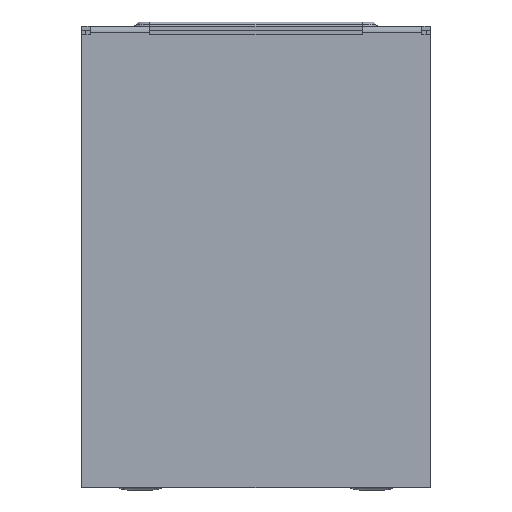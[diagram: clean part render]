
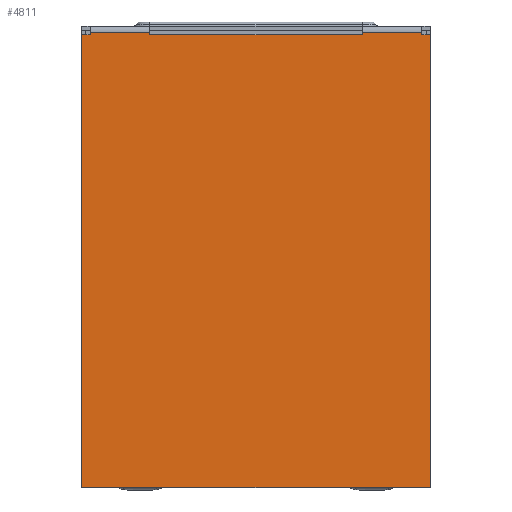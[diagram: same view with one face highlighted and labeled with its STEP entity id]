
A CAD part, top view. The second image highlights one B-rep face of the part: STEP entity #4811.
In plain terms, the highlighted planar face has unit normal (0, 0, 1).
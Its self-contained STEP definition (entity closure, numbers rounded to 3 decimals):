
#68 = CARTESIAN_POINT ( 'NONE',  ( -5., 8.6, 13.2 ) ) ;
#108 = CARTESIAN_POINT ( 'NONE',  ( -8.2, -13.1, 13.2 ) ) ;
#275 = ORIENTED_EDGE ( 'NONE', *, *, #6486, .T. ) ;
#288 = CARTESIAN_POINT ( 'NONE',  ( 5., 8.2, 13.2 ) ) ;
#509 = VECTOR ( 'NONE', #7129, 1000. ) ;
#583 = LINE ( 'NONE', #8504, #5125 ) ;
#712 = LINE ( 'NONE', #6903, #4132 ) ;
#924 = EDGE_CURVE ( 'NONE', #1513, #15188, #14366, .T. ) ;
#961 = CARTESIAN_POINT ( 'NONE',  ( -5., 8.2, 13.2 ) ) ;
#1500 = VECTOR ( 'NONE', #12103, 1000. ) ;
#1513 = VERTEX_POINT ( 'NONE', #13513 ) ;
#1578 = ORIENTED_EDGE ( 'NONE', *, *, #13874, .F. ) ;
#1808 = ORIENTED_EDGE ( 'NONE', *, *, #18654, .T. ) ;
#1827 = VERTEX_POINT ( 'NONE', #11935 ) ;
#1905 = VERTEX_POINT ( 'NONE', #3505 ) ;
#1964 = VECTOR ( 'NONE', #8997, 1000. ) ;
#2128 = CARTESIAN_POINT ( 'NONE',  ( 7.8, 8.317, 13.2 ) ) ;
#2270 = VERTEX_POINT ( 'NONE', #17371 ) ;
#3004 = CARTESIAN_POINT ( 'NONE',  ( 8.2, 8.2, 13.2 ) ) ;
#3505 = CARTESIAN_POINT ( 'NONE',  ( -8.2, 8.2, 13.2 ) ) ;
#3691 = EDGE_LOOP ( 'NONE', ( #275, #1808, #18744, #16807, #6586, #13253, #8218, #5369, #8390, #8216, #9453, #1578 ) ) ;
#3819 = LINE ( 'NONE', #68, #1500 ) ;
#3943 = VERTEX_POINT ( 'NONE', #17772 ) ;
#4052 = VERTEX_POINT ( 'NONE', #10836 ) ;
#4132 = VECTOR ( 'NONE', #6968, 1000. ) ;
#4753 = CARTESIAN_POINT ( 'NONE',  ( -7.8, 8.6, 13.2 ) ) ;
#4811 = ADVANCED_FACE ( 'NONE', ( #9745 ), #17467, .T. ) ;
#4976 = VERTEX_POINT ( 'NONE', #6709 ) ;
#5125 = VECTOR ( 'NONE', #11293, 1000. ) ;
#5369 = ORIENTED_EDGE ( 'NONE', *, *, #924, .T. ) ;
#5525 = EDGE_CURVE ( 'NONE', #1827, #4976, #3819, .T. ) ;
#5550 = CARTESIAN_POINT ( 'NONE',  ( 7.8, 8.6, 13.2 ) ) ;
#5747 = CARTESIAN_POINT ( 'NONE',  ( 8.2, -13.1, 13.2 ) ) ;
#6486 = EDGE_CURVE ( 'NONE', #10827, #3943, #8562, .T. ) ;
#6586 = ORIENTED_EDGE ( 'NONE', *, *, #17982, .T. ) ;
#6641 = CARTESIAN_POINT ( 'NONE',  ( 7.8, 8.2, 13.2 ) ) ;
#6709 = CARTESIAN_POINT ( 'NONE',  ( -5., 8.317, 13.2 ) ) ;
#6903 = CARTESIAN_POINT ( 'NONE',  ( -7.8, 8.2, 13.2 ) ) ;
#6968 = DIRECTION ( 'NONE',  ( -1., 0., 0. ) ) ;
#7036 = LINE ( 'NONE', #4753, #18174 ) ;
#7129 = DIRECTION ( 'NONE',  ( 0., 1., 0. ) ) ;
#7238 = VERTEX_POINT ( 'NONE', #2128 ) ;
#8053 = DIRECTION ( 'NONE',  ( -1., 0., 0. ) ) ;
#8216 = ORIENTED_EDGE ( 'NONE', *, *, #18105, .T. ) ;
#8218 = ORIENTED_EDGE ( 'NONE', *, *, #10797, .T. ) ;
#8390 = ORIENTED_EDGE ( 'NONE', *, *, #17245, .T. ) ;
#8504 = CARTESIAN_POINT ( 'NONE',  ( -7.8, 8.317, 13.2 ) ) ;
#8562 = LINE ( 'NONE', #288, #1964 ) ;
#8788 = DIRECTION ( 'NONE',  ( 1., 0., 0. ) ) ;
#8891 = DIRECTION ( 'NONE',  ( 1., 0., 0. ) ) ;
#8997 = DIRECTION ( 'NONE',  ( 0., -1., 0. ) ) ;
#9032 = DIRECTION ( 'NONE',  ( 0., -1., 0. ) ) ;
#9453 = ORIENTED_EDGE ( 'NONE', *, *, #15069, .T. ) ;
#9745 = FACE_OUTER_BOUND ( 'NONE', #3691, .T. ) ;
#10254 = CARTESIAN_POINT ( 'NONE',  ( 5., 8.317, 13.2 ) ) ;
#10438 = VECTOR ( 'NONE', #8053, 1000. ) ;
#10526 = VECTOR ( 'NONE', #8891, 1000. ) ;
#10570 = CARTESIAN_POINT ( 'NONE',  ( -8.2, -13.1, 13.2 ) ) ;
#10592 = DIRECTION ( 'NONE',  ( 0., -1., 0. ) ) ;
#10797 = EDGE_CURVE ( 'NONE', #1905, #1513, #13780, .T. ) ;
#10827 = VERTEX_POINT ( 'NONE', #17155 ) ;
#10836 = CARTESIAN_POINT ( 'NONE',  ( -7.8, 8.2, 13.2 ) ) ;
#10903 = LINE ( 'NONE', #6641, #10438 ) ;
#10915 = DIRECTION ( 'NONE',  ( 0., 1., 0. ) ) ;
#11254 = AXIS2_PLACEMENT_3D ( 'NONE', #14648, #14521, #16060 ) ;
#11293 = DIRECTION ( 'NONE',  ( 1., 0., 0. ) ) ;
#11935 = CARTESIAN_POINT ( 'NONE',  ( -5., 8.2, 13.2 ) ) ;
#12103 = DIRECTION ( 'NONE',  ( 0., 1., 0. ) ) ;
#12883 = VERTEX_POINT ( 'NONE', #3004 ) ;
#13253 = ORIENTED_EDGE ( 'NONE', *, *, #13798, .T. ) ;
#13513 = CARTESIAN_POINT ( 'NONE',  ( -8.2, -13.1, 13.2 ) ) ;
#13780 = LINE ( 'NONE', #10570, #18114 ) ;
#13798 = EDGE_CURVE ( 'NONE', #4052, #1905, #712, .T. ) ;
#13874 = EDGE_CURVE ( 'NONE', #10827, #7238, #18217, .T. ) ;
#13995 = CARTESIAN_POINT ( 'NONE',  ( 7.8, 8.2, 13.2 ) ) ;
#14217 = CARTESIAN_POINT ( 'NONE',  ( 8.2, -13.1, 13.2 ) ) ;
#14331 = VECTOR ( 'NONE', #8788, 1000. ) ;
#14366 = LINE ( 'NONE', #108, #10526 ) ;
#14521 = DIRECTION ( 'NONE',  ( 0., 0., 1. ) ) ;
#14648 = CARTESIAN_POINT ( 'NONE',  ( 0., -1.98, 13.2 ) ) ;
#15069 = EDGE_CURVE ( 'NONE', #16717, #7238, #16766, .T. ) ;
#15188 = VERTEX_POINT ( 'NONE', #5747 ) ;
#15833 = VECTOR ( 'NONE', #10915, 1000. ) ;
#16060 = DIRECTION ( 'NONE',  ( 1., 0., 0. ) ) ;
#16389 = EDGE_CURVE ( 'NONE', #2270, #4976, #583, .T. ) ;
#16717 = VERTEX_POINT ( 'NONE', #13995 ) ;
#16766 = LINE ( 'NONE', #5550, #15833 ) ;
#16807 = ORIENTED_EDGE ( 'NONE', *, *, #16389, .F. ) ;
#16855 = DIRECTION ( 'NONE',  ( -1., 0., 0. ) ) ;
#17155 = CARTESIAN_POINT ( 'NONE',  ( 5., 8.317, 13.2 ) ) ;
#17245 = EDGE_CURVE ( 'NONE', #15188, #12883, #18484, .T. ) ;
#17371 = CARTESIAN_POINT ( 'NONE',  ( -7.8, 8.317, 13.2 ) ) ;
#17467 = PLANE ( 'NONE',  #11254 ) ;
#17765 = VECTOR ( 'NONE', #16855, 1000. ) ;
#17772 = CARTESIAN_POINT ( 'NONE',  ( 5., 8.2, 13.2 ) ) ;
#17982 = EDGE_CURVE ( 'NONE', #2270, #4052, #7036, .T. ) ;
#18105 = EDGE_CURVE ( 'NONE', #12883, #16717, #10903, .T. ) ;
#18114 = VECTOR ( 'NONE', #9032, 1000. ) ;
#18174 = VECTOR ( 'NONE', #10592, 1000. ) ;
#18217 = LINE ( 'NONE', #10254, #14331 ) ;
#18445 = LINE ( 'NONE', #961, #17765 ) ;
#18484 = LINE ( 'NONE', #14217, #509 ) ;
#18654 = EDGE_CURVE ( 'NONE', #3943, #1827, #18445, .T. ) ;
#18744 = ORIENTED_EDGE ( 'NONE', *, *, #5525, .T. ) ;
